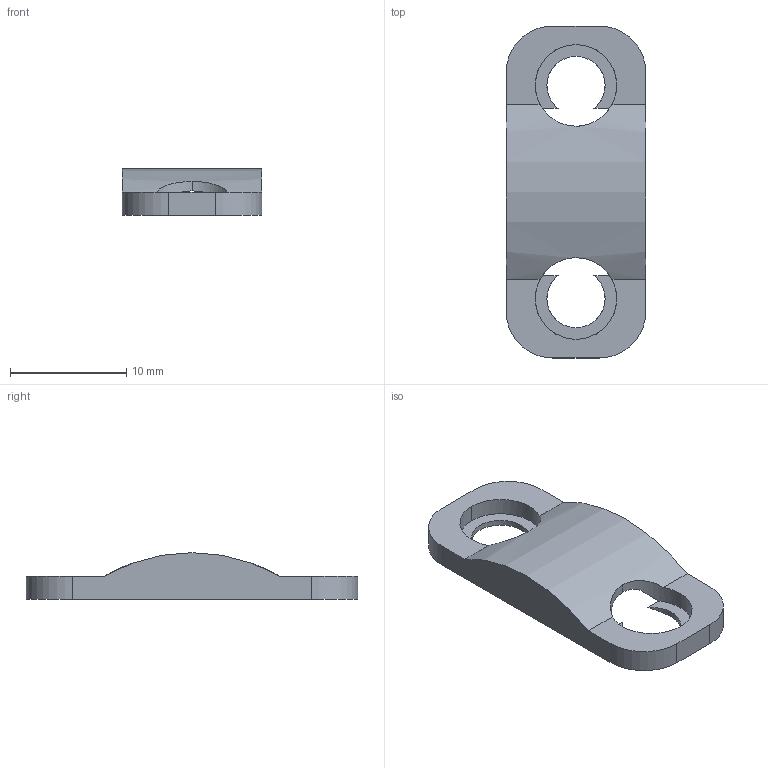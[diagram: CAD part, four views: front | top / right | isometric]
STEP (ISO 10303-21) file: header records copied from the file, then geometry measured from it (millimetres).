
FILE_DESCRIPTION((''),'2;1');
FILE_NAME('SIDEBAR_COVER_DESIGN01','2024-02-26T19:51:06',('biafra'),(''),'CREO PARAMETRIC BY PTC INC, 2022073','CREO PARAMETRIC BY PTC INC, 2022073','');
FILE_SCHEMA(('CONFIG_CONTROL_DESIGN'));
Length unit declared in the file: millimetre
Products named in the file (1): SIDEBAR_COVER_DESIGN01
Bounding box: 12 x 28.5 x 4.01 mm (x, y, z)
Volume: 473.9 mm3; surface area: 908.4 mm2
Topology: 1 solids, 1 shells, 29 faces, 90 edges, 60 vertices
Faces by surface type: cylinder 18, plane 11
Entity records: 1143 total; most frequent: CARTESIAN_POINT 292, ORIENTED_EDGE 180, DIRECTION 164, EDGE_CURVE 90, AXIS2_PLACEMENT_3D 61, VERTEX_POINT 60, VECTOR 42, LINE 42
